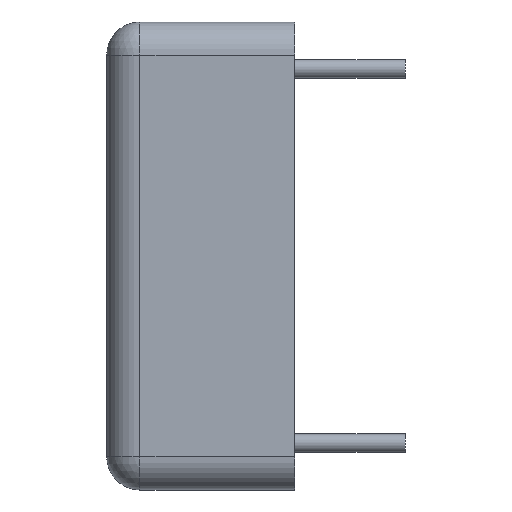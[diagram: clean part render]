
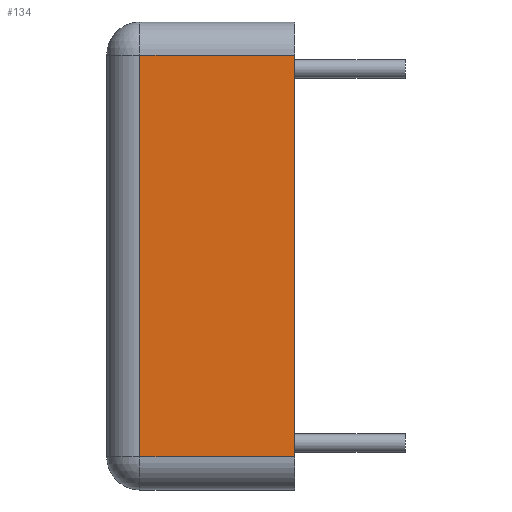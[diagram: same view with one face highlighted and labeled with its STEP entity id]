
A CAD part, left-side view. The second image highlights one B-rep face of the part: STEP entity #134.
In plain terms, the highlighted planar face has unit normal (-1, 0, 0).
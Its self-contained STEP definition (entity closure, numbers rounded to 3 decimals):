
#32 = ORIENTED_EDGE ( 'NONE', *, *, #918, .T. ) ;
#50 = DIRECTION ( 'NONE',  ( 0., 0., 1. ) ) ;
#89 = DIRECTION ( 'NONE',  ( 0., 1., 0. ) ) ;
#133 = FACE_OUTER_BOUND ( 'NONE', #625, .T. ) ;
#134 = ADVANCED_FACE ( 'NONE', ( #133 ), #490, .F. ) ;
#147 = ORIENTED_EDGE ( 'NONE', *, *, #702, .F. ) ;
#149 = LINE ( 'NONE', #1006, #464 ) ;
#203 = VECTOR ( 'NONE', #89, 1000. ) ;
#209 = EDGE_CURVE ( 'NONE', #543, #647, #685, .T. ) ;
#286 = VERTEX_POINT ( 'NONE', #559 ) ;
#345 = CARTESIAN_POINT ( 'NONE',  ( -12.7, 8.4, 10.9 ) ) ;
#361 = CARTESIAN_POINT ( 'NONE',  ( -12.7, 8.4, -10.9 ) ) ;
#363 = LINE ( 'NONE', #704, #203 ) ;
#464 = VECTOR ( 'NONE', #586, 1000. ) ;
#490 = PLANE ( 'NONE',  #549 ) ;
#499 = VERTEX_POINT ( 'NONE', #1124 ) ;
#543 = VERTEX_POINT ( 'NONE', #345 ) ;
#549 = AXIS2_PLACEMENT_3D ( 'NONE', #671, #666, #50 ) ;
#559 = CARTESIAN_POINT ( 'NONE',  ( -12.7, 0., -10.9 ) ) ;
#586 = DIRECTION ( 'NONE',  ( 0., -1., 0. ) ) ;
#598 = LINE ( 'NONE', #944, #890 ) ;
#612 = DIRECTION ( 'NONE',  ( 0., 0., -1. ) ) ;
#615 = DIRECTION ( 'NONE',  ( 0., 0., -1. ) ) ;
#624 = ORIENTED_EDGE ( 'NONE', *, *, #209, .T. ) ;
#625 = EDGE_LOOP ( 'NONE', ( #624, #32, #147, #797 ) ) ;
#647 = VERTEX_POINT ( 'NONE', #361 ) ;
#666 = DIRECTION ( 'NONE',  ( 1., 0., 0. ) ) ;
#671 = CARTESIAN_POINT ( 'NONE',  ( -12.7, 0., 12.7 ) ) ;
#685 = LINE ( 'NONE', #774, #1025 ) ;
#702 = EDGE_CURVE ( 'NONE', #499, #286, #598, .T. ) ;
#704 = CARTESIAN_POINT ( 'NONE',  ( -12.7, 0., 10.9 ) ) ;
#774 = CARTESIAN_POINT ( 'NONE',  ( -12.7, 8.4, -12.7 ) ) ;
#797 = ORIENTED_EDGE ( 'NONE', *, *, #998, .T. ) ;
#890 = VECTOR ( 'NONE', #612, 1000. ) ;
#918 = EDGE_CURVE ( 'NONE', #647, #286, #149, .T. ) ;
#944 = CARTESIAN_POINT ( 'NONE',  ( -12.7, 0., 12.7 ) ) ;
#998 = EDGE_CURVE ( 'NONE', #499, #543, #363, .T. ) ;
#1006 = CARTESIAN_POINT ( 'NONE',  ( -12.7, 0., -10.9 ) ) ;
#1025 = VECTOR ( 'NONE', #615, 1000. ) ;
#1124 = CARTESIAN_POINT ( 'NONE',  ( -12.7, 0., 10.9 ) ) ;
